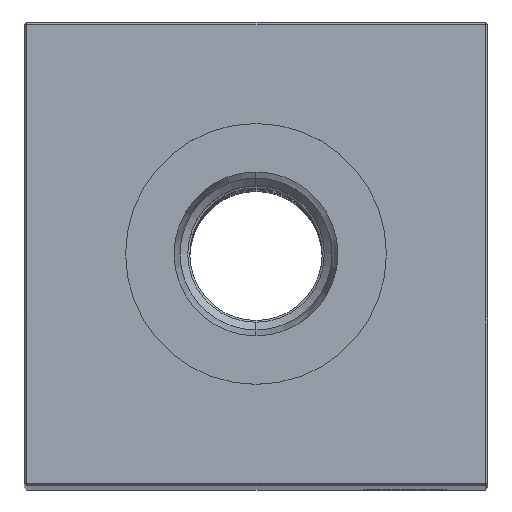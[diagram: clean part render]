
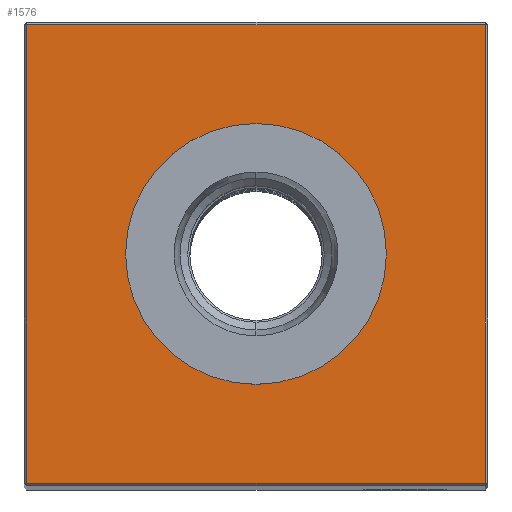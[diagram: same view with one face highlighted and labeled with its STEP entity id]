
A CAD part, top view. The second image highlights one B-rep face of the part: STEP entity #1576.
In plain terms, the highlighted planar face has unit normal (0, 0, 1).
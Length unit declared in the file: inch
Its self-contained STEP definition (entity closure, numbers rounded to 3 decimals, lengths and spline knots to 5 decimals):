
#401 = CARTESIAN_POINT ( 'NONE',  ( 0.865, -0.865, 9. ) ) ;
#808 = CIRCLE ( 'NONE', #28898, 0.49213 ) ;
#909 = VERTEX_POINT ( 'NONE', #2437 ) ;
#1073 = CARTESIAN_POINT ( 'NONE',  ( 0., -0.865, 9. ) ) ;
#1285 = CARTESIAN_POINT ( 'NONE',  ( 0., 0., 9. ) ) ;
#1576 = ADVANCED_FACE ( 'NONE', ( #23948, #26325 ), #8570, .F. ) ;
#2437 = CARTESIAN_POINT ( 'NONE',  ( 0.865, 0.865, 9. ) ) ;
#2526 = VERTEX_POINT ( 'NONE', #19611 ) ;
#2585 = ORIENTED_EDGE ( 'NONE', *, *, #11525, .T. ) ;
#2668 = ORIENTED_EDGE ( 'NONE', *, *, #21656, .T. ) ;
#3626 = CARTESIAN_POINT ( 'NONE',  ( 0., 0., 9. ) ) ;
#3978 = DIRECTION ( 'NONE',  ( 0., -1., 0. ) ) ;
#4870 = ORIENTED_EDGE ( 'NONE', *, *, #6366, .T. ) ;
#4991 = VECTOR ( 'NONE', #18974, 39.37008 ) ;
#5609 = CARTESIAN_POINT ( 'NONE',  ( 0.865, 0., 9. ) ) ;
#6366 = EDGE_CURVE ( 'NONE', #13464, #13029, #25422, .T. ) ;
#6670 = CARTESIAN_POINT ( 'NONE',  ( 0., -0.49213, 9. ) ) ;
#7083 = ORIENTED_EDGE ( 'NONE', *, *, #17912, .T. ) ;
#7442 = VERTEX_POINT ( 'NONE', #29055 ) ;
#8137 = DIRECTION ( 'NONE',  ( -1., 0., 0. ) ) ;
#8570 = PLANE ( 'NONE',  #17814 ) ;
#8702 = VECTOR ( 'NONE', #29406, 39.37008 ) ;
#10769 = DIRECTION ( 'NONE',  ( -1., 0., 0. ) ) ;
#11525 = EDGE_CURVE ( 'NONE', #909, #7442, #27612, .T. ) ;
#12584 = ORIENTED_EDGE ( 'NONE', *, *, #26114, .T. ) ;
#13029 = VERTEX_POINT ( 'NONE', #16424 ) ;
#13464 = VERTEX_POINT ( 'NONE', #6670 ) ;
#14337 = LINE ( 'NONE', #1073, #4991 ) ;
#14583 = VECTOR ( 'NONE', #19166, 39.37008 ) ;
#15218 = VERTEX_POINT ( 'NONE', #401 ) ;
#15302 = LINE ( 'NONE', #22030, #17851 ) ;
#16424 = CARTESIAN_POINT ( 'NONE',  ( 0., 0.49213, 9. ) ) ;
#17814 = AXIS2_PLACEMENT_3D ( 'NONE', #1285, #24374, #8137 ) ;
#17851 = VECTOR ( 'NONE', #3978, 39.37008 ) ;
#17912 = EDGE_CURVE ( 'NONE', #7442, #2526, #15302, .T. ) ;
#18010 = ORIENTED_EDGE ( 'NONE', *, *, #24843, .T. ) ;
#18622 = EDGE_LOOP ( 'NONE', ( #7083, #2668, #18010, #2585 ) ) ;
#18974 = DIRECTION ( 'NONE',  ( 1., 0., 0. ) ) ;
#19166 = DIRECTION ( 'NONE',  ( 0., 1., 0. ) ) ;
#19326 = LINE ( 'NONE', #5609, #14583 ) ;
#19611 = CARTESIAN_POINT ( 'NONE',  ( -0.865, -0.865, 9. ) ) ;
#21656 = EDGE_CURVE ( 'NONE', #2526, #15218, #14337, .T. ) ;
#21678 = DIRECTION ( 'NONE',  ( 0., 0., -1. ) ) ;
#22030 = CARTESIAN_POINT ( 'NONE',  ( -0.865, 0., 9. ) ) ;
#22526 = CARTESIAN_POINT ( 'NONE',  ( 0., 0.865, 9. ) ) ;
#23252 = CARTESIAN_POINT ( 'NONE',  ( 0., 0., 9. ) ) ;
#23389 = DIRECTION ( 'NONE',  ( 0., 0., -1. ) ) ;
#23948 = FACE_OUTER_BOUND ( 'NONE', #18622, .T. ) ;
#24374 = DIRECTION ( 'NONE',  ( 0., 0., -1. ) ) ;
#24843 = EDGE_CURVE ( 'NONE', #15218, #909, #19326, .T. ) ;
#25072 = EDGE_LOOP ( 'NONE', ( #12584, #4870 ) ) ;
#25422 = CIRCLE ( 'NONE', #29230, 0.49213 ) ;
#26114 = EDGE_CURVE ( 'NONE', #13029, #13464, #808, .T. ) ;
#26325 = FACE_BOUND ( 'NONE', #25072, .T. ) ;
#27578 = DIRECTION ( 'NONE',  ( -1., 0., 0. ) ) ;
#27612 = LINE ( 'NONE', #22526, #8702 ) ;
#28898 = AXIS2_PLACEMENT_3D ( 'NONE', #3626, #21678, #10769 ) ;
#29055 = CARTESIAN_POINT ( 'NONE',  ( -0.865, 0.865, 9. ) ) ;
#29230 = AXIS2_PLACEMENT_3D ( 'NONE', #23252, #23389, #27578 ) ;
#29406 = DIRECTION ( 'NONE',  ( -1., 0., 0. ) ) ;
